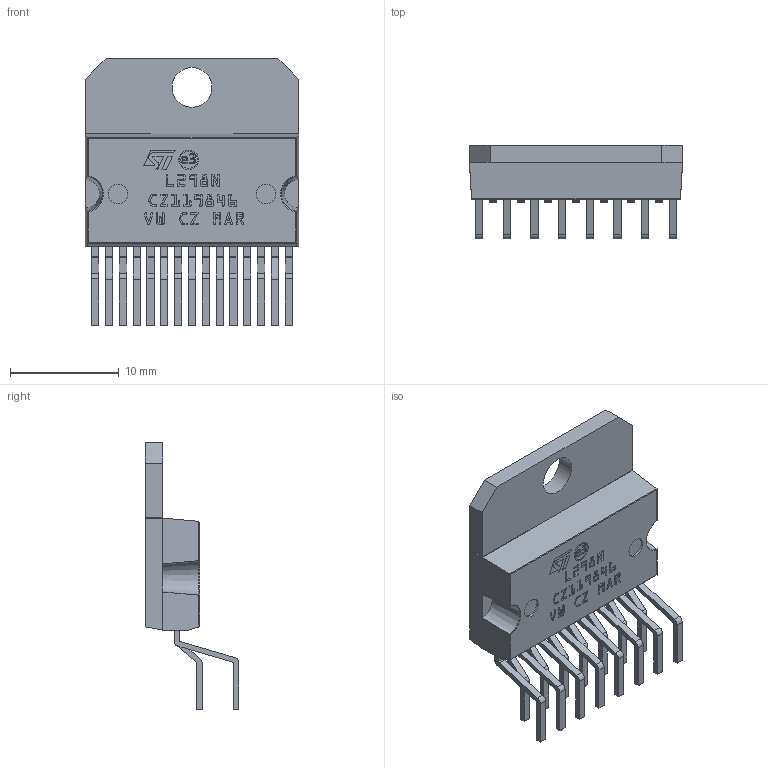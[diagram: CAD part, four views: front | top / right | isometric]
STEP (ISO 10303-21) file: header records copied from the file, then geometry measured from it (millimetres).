
FILE_DESCRIPTION(('FreeCAD Model'),'2;1');
FILE_NAME('L298N_axisZ.step', '2018-09-19T09:12:30',('Author'),(''), 'Open CASCADE STEP processor 7.2','FreeCAD','Unknown');
FILE_SCHEMA(('AUTOMOTIVE_DESIGN { 1 0 10303 214 1 1 1 1 }'));
Products named in the file (1): L298N
Bounding box: 19.6 x 8.6 x 24.55 mm (x, y, z)
Volume: 1204.6 mm3; surface area: 1345.1 mm2
Topology: 1 solids, 1 shells, 877 faces, 2413 edges, 1592 vertices
Faces by surface type: plane 481, extrusion 321, cylinder 71, cone 4
Full cylindrical faces by diameter (mm): 1.6 x1, 1.8 x3, 3.66 x1
Entity records: 65941 total; most frequent: CARTESIAN_POINT 13955, DIRECTION 7292, VECTOR 5774, LINE 5453, ORIENTED_EDGE 4826, PCURVE 4826, DEFINITIONAL_REPRESENTATION 4826, EDGE_CURVE 2413
